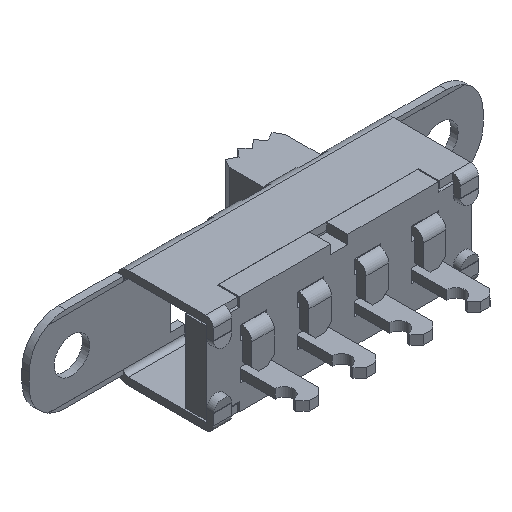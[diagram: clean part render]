
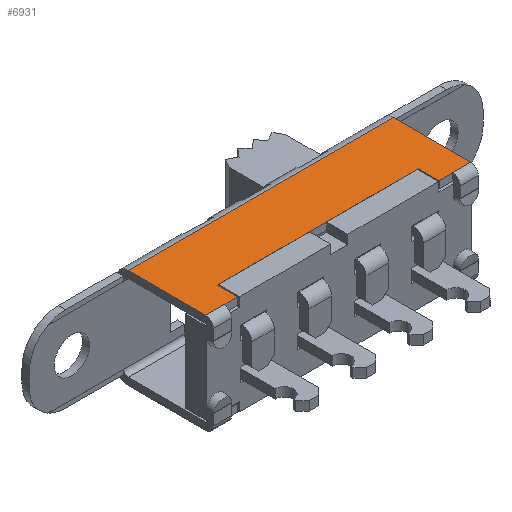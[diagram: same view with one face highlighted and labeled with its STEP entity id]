
A CAD part, isometric view. The second image highlights one B-rep face of the part: STEP entity #6931.
In plain terms, the highlighted planar face has unit normal (0, 0, 1).
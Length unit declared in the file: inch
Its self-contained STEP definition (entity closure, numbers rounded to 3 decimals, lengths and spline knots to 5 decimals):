
#560=FACE_OUTER_BOUND('',#905,.T.);
#905=EDGE_LOOP('',(#5859,#5860,#5861,#5862,#5863,#5864,#5865,#5866,#5867,
#5868));
#1600=LINE('',#10798,#2393);
#1650=LINE('',#11030,#2443);
#1668=LINE('',#11141,#2461);
#1689=LINE('',#11199,#2482);
#1690=LINE('',#11202,#2483);
#1691=LINE('',#11204,#2484);
#1692=LINE('',#11206,#2485);
#1693=LINE('',#11208,#2486);
#1694=LINE('',#11210,#2487);
#1695=LINE('',#11211,#2488);
#2393=VECTOR('',#8861,0.3937);
#2443=VECTOR('',#9005,0.3937);
#2461=VECTOR('',#9059,0.3937);
#2482=VECTOR('',#9126,0.3937);
#2483=VECTOR('',#9129,0.3937);
#2484=VECTOR('',#9130,0.3937);
#2485=VECTOR('',#9131,0.3937);
#2486=VECTOR('',#9132,0.3937);
#2487=VECTOR('',#9133,0.3937);
#2488=VECTOR('',#9134,0.3937);
#2950=VERTEX_POINT('',#10512);
#3055=VERTEX_POINT('',#10795);
#3056=VERTEX_POINT('',#10797);
#3103=VERTEX_POINT('',#11028);
#3118=VERTEX_POINT('',#11140);
#3133=VERTEX_POINT('',#11201);
#3134=VERTEX_POINT('',#11203);
#3135=VERTEX_POINT('',#11205);
#3136=VERTEX_POINT('',#11207);
#3137=VERTEX_POINT('',#11209);
#3934=EDGE_CURVE('',#3056,#3055,#1600,.T.);
#4010=EDGE_CURVE('',#3055,#3103,#1650,.T.);
#4038=EDGE_CURVE('',#3118,#3056,#1668,.T.);
#4070=EDGE_CURVE('',#3118,#2950,#1689,.T.);
#4071=EDGE_CURVE('',#3133,#3103,#1690,.T.);
#4072=EDGE_CURVE('',#3133,#3134,#1691,.T.);
#4073=EDGE_CURVE('',#3134,#3135,#1692,.T.);
#4074=EDGE_CURVE('',#3135,#3136,#1693,.T.);
#4075=EDGE_CURVE('',#3136,#3137,#1694,.T.);
#4076=EDGE_CURVE('',#3137,#2950,#1695,.T.);
#5859=ORIENTED_EDGE('',*,*,#4070,.F.);
#5860=ORIENTED_EDGE('',*,*,#4038,.T.);
#5861=ORIENTED_EDGE('',*,*,#3934,.T.);
#5862=ORIENTED_EDGE('',*,*,#4010,.T.);
#5863=ORIENTED_EDGE('',*,*,#4071,.F.);
#5864=ORIENTED_EDGE('',*,*,#4072,.T.);
#5865=ORIENTED_EDGE('',*,*,#4073,.T.);
#5866=ORIENTED_EDGE('',*,*,#4074,.T.);
#5867=ORIENTED_EDGE('',*,*,#4075,.T.);
#5868=ORIENTED_EDGE('',*,*,#4076,.T.);
#6286=PLANE('',#7437);
#6931=ADVANCED_FACE('',(#560),#6286,.T.);
#7437=AXIS2_PLACEMENT_3D('',#11200,#9127,#9128);
#8861=DIRECTION('',(-1.,0.,0.));
#9005=DIRECTION('',(0.,-1.,0.));
#9059=DIRECTION('',(0.,1.,0.));
#9126=DIRECTION('',(-1.,0.,0.));
#9127=DIRECTION('center_axis',(0.,0.,1.));
#9128=DIRECTION('ref_axis',(1.,0.,0.));
#9129=DIRECTION('',(-1.,0.,0.));
#9130=DIRECTION('',(1.,0.,0.));
#9131=DIRECTION('',(0.,1.,0.));
#9132=DIRECTION('',(1.,0.,0.));
#9133=DIRECTION('',(0.,-1.,0.));
#9134=DIRECTION('',(1.,0.,0.));
#10512=CARTESIAN_POINT('',(0.252,0.1099,0.02299));
#10795=CARTESIAN_POINT('',(-0.292,0.28081,0.02299));
#10797=CARTESIAN_POINT('',(0.292,0.28081,0.02299));
#10798=CARTESIAN_POINT('',(0.,0.28081,0.02299));
#11028=CARTESIAN_POINT('',(-0.292,0.1099,0.02299));
#11030=CARTESIAN_POINT('',(-0.292,0.29652,0.02299));
#11140=CARTESIAN_POINT('',(0.292,0.1099,0.02299));
#11141=CARTESIAN_POINT('',(0.292,0.06352,0.02299));
#11199=CARTESIAN_POINT('',(0.,0.1099,0.02299));
#11200=CARTESIAN_POINT('Origin',(0.,0.38052,
0.02299));
#11201=CARTESIAN_POINT('',(-0.252,0.1099,0.02299));
#11202=CARTESIAN_POINT('',(0.,0.1099,0.02299));
#11203=CARTESIAN_POINT('',(-0.222,0.1099,0.02299));
#11204=CARTESIAN_POINT('',(-0.252,0.1099,0.02299));
#11205=CARTESIAN_POINT('',(-0.222,0.1549,0.02299));
#11206=CARTESIAN_POINT('',(-0.222,0.1099,0.02299));
#11207=CARTESIAN_POINT('',(0.222,0.1549,0.02299));
#11208=CARTESIAN_POINT('',(-0.222,0.1549,0.02299));
#11209=CARTESIAN_POINT('',(0.222,0.1099,0.02299));
#11210=CARTESIAN_POINT('',(0.222,0.1549,0.02299));
#11211=CARTESIAN_POINT('',(0.222,0.1099,0.02299));
